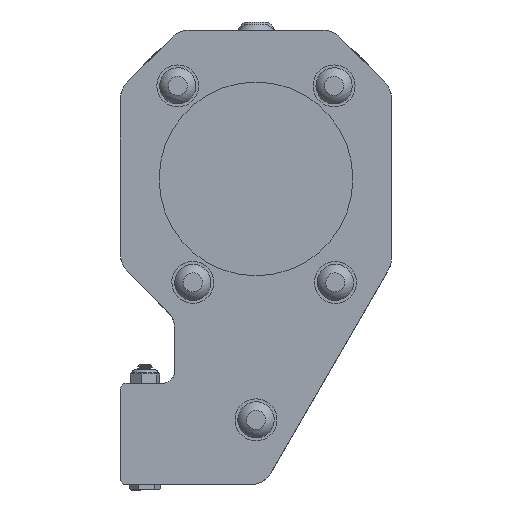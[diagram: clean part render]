
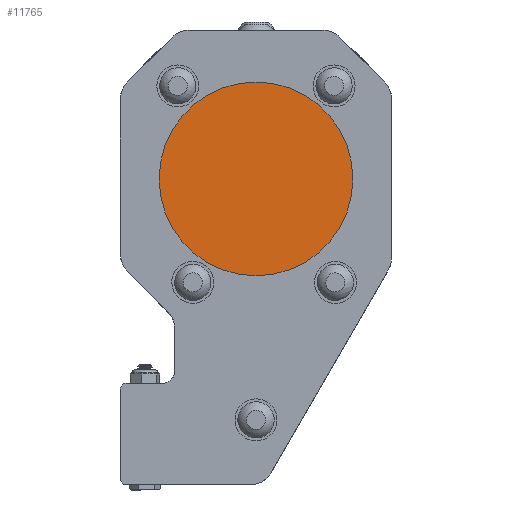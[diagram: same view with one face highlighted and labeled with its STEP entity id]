
A CAD part, left-side view. The second image highlights one B-rep face of the part: STEP entity #11765.
In plain terms, the highlighted planar face has unit normal (-1, 0, 0).
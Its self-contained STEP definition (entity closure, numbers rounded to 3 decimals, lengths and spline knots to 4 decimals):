
#1998=PLANE('',#12828);
#2561=FACE_OUTER_BOUND('',#3481,.T.);
#3481=EDGE_LOOP('',(#8769));
#5031=CIRCLE('',#12827,1.);
#5809=VERTEX_POINT('',#46009);
#6976=EDGE_CURVE('',#5809,#5809,#5031,.T.);
#8769=ORIENTED_EDGE('',*,*,#6976,.T.);
#11765=ADVANCED_FACE('',(#2561),#1998,.F.);
#12827=AXIS2_PLACEMENT_3D('',#46010,#14780,#14781);
#12828=AXIS2_PLACEMENT_3D('',#46011,#14782,#14783);
#14780=DIRECTION('center_axis',(-1.,0.,0.));
#14781=DIRECTION('ref_axis',(0.,1.,0.));
#14782=DIRECTION('center_axis',(1.,0.,0.));
#14783=DIRECTION('ref_axis',(0.,1.,0.));
#46009=CARTESIAN_POINT('',(-40.744,-1.,0.));
#46010=CARTESIAN_POINT('Origin',(-40.744,0.,
0.));
#46011=CARTESIAN_POINT('Origin',(-40.744,0.,0.));
